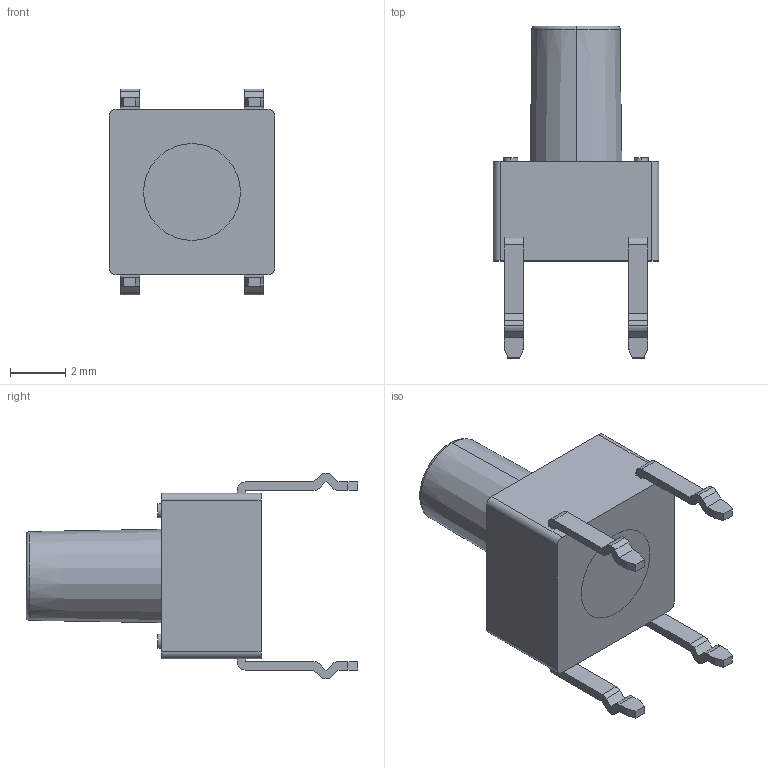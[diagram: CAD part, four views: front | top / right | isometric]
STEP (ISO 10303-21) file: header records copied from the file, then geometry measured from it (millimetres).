
FILE_DESCRIPTION (( 'STEP AP214' ), '1' );
FILE_NAME ('User Library-SWITCH,TACTILE, PUSH BUTTON, MOMENTARY, SPST-NO, VERT, 8.5MM ACTUATOR.STEP', '2017-09-16T07:53:20', ( 'Windows User' ), ( '' ), 'SwSTEP 2.0', 'SolidWorks 2017', '' );
FILE_SCHEMA (( 'AUTOMOTIVE_DESIGN' ));
Length unit declared in the file: inch
Products named in the file (1): User Library-SWITCH,TACTILE, PUSH BUTTON, MOMENTARY, SPST-NO, VERT, 8.5MM ACTUATOR
Bounding box: 5.99 x 12.01 x 7.45 mm (x, y, z)
Volume: 208.7 mm3; surface area: 303.9 mm2
Topology: 8 solids, 8 shells, 114 faces, 286 edges, 190 vertices
Faces by surface type: plane 78, cylinder 32, torus 2, cone 2
Entity records: 4875 total; most frequent: CARTESIAN_POINT 591, DIRECTION 588, ORIENTED_EDGE 572, EDGE_CURVE 286, LINE 214, VECTOR 214, VERTEX_POINT 190, AXIS2_PLACEMENT_3D 187
